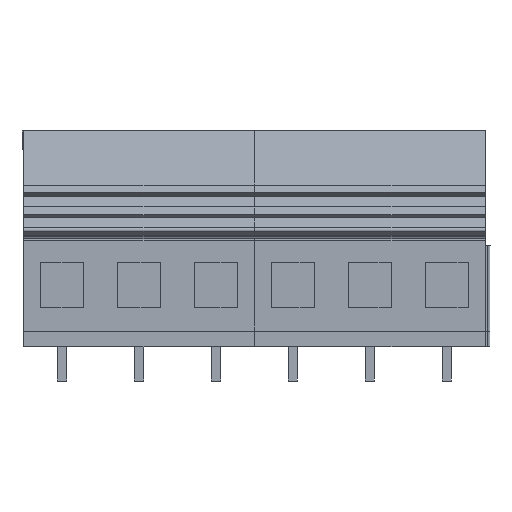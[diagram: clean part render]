
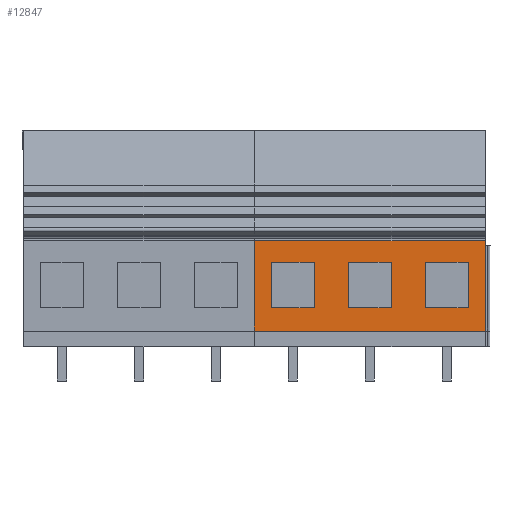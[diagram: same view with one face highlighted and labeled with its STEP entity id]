
A CAD part, front view. The second image highlights one B-rep face of the part: STEP entity #12847.
In plain terms, the highlighted planar face has unit normal (0, -1, 0).
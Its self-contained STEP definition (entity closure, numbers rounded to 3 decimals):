
#12732=AXIS2_PLACEMENT_3D('Plane Axis2P3D',#12729,#12730,#12731) ;
#11358=CARTESIAN_POINT('Vertex',(30.68,0.,6.6)) ;
#11361=CARTESIAN_POINT('Line Origine',(30.68,0.,12.55)) ;
#11365=CARTESIAN_POINT('Vertex',(30.68,0.,18.5)) ;
#11820=CARTESIAN_POINT('Vertex',(61.16,0.,18.5)) ;
#11823=CARTESIAN_POINT('Line Origine',(61.16,0.,12.55)) ;
#11827=CARTESIAN_POINT('Vertex',(61.16,0.,6.6)) ;
#12553=CARTESIAN_POINT('Line Origine',(45.92,0.,6.6)) ;
#12729=CARTESIAN_POINT('Axis2P3D Location',(30.68,0.,6.6)) ;
#12734=CARTESIAN_POINT('Line Origine',(45.92,0.,18.5)) ;
#12745=CARTESIAN_POINT('Line Origine',(38.56,0.,12.7)) ;
#12749=CARTESIAN_POINT('Vertex',(38.56,0.,9.7)) ;
#12751=CARTESIAN_POINT('Vertex',(38.56,0.,15.7)) ;
#12754=CARTESIAN_POINT('Line Origine',(35.76,0.,9.7)) ;
#12758=CARTESIAN_POINT('Vertex',(32.96,0.,9.7)) ;
#12761=CARTESIAN_POINT('Line Origine',(32.96,0.,12.7)) ;
#12765=CARTESIAN_POINT('Vertex',(32.96,0.,15.7)) ;
#12768=CARTESIAN_POINT('Line Origine',(35.76,0.,15.7)) ;
#12779=CARTESIAN_POINT('Line Origine',(45.92,0.,15.7)) ;
#12783=CARTESIAN_POINT('Vertex',(48.72,0.,15.7)) ;
#12785=CARTESIAN_POINT('Vertex',(43.12,0.,15.7)) ;
#12788=CARTESIAN_POINT('Line Origine',(48.72,0.,12.7)) ;
#12792=CARTESIAN_POINT('Vertex',(48.72,0.,9.7)) ;
#12795=CARTESIAN_POINT('Line Origine',(45.92,0.,9.7)) ;
#12799=CARTESIAN_POINT('Vertex',(43.12,0.,9.7)) ;
#12802=CARTESIAN_POINT('Line Origine',(43.12,0.,12.7)) ;
#12813=CARTESIAN_POINT('Line Origine',(56.08,0.,15.7)) ;
#12817=CARTESIAN_POINT('Vertex',(58.88,0.,15.7)) ;
#12819=CARTESIAN_POINT('Vertex',(53.28,0.,15.7)) ;
#12822=CARTESIAN_POINT('Line Origine',(58.88,0.,12.7)) ;
#12826=CARTESIAN_POINT('Vertex',(58.88,0.,9.7)) ;
#12829=CARTESIAN_POINT('Line Origine',(56.08,0.,9.7)) ;
#12833=CARTESIAN_POINT('Vertex',(53.28,0.,9.7)) ;
#12836=CARTESIAN_POINT('Line Origine',(53.28,0.,12.7)) ;
#11362=DIRECTION('Vector Direction',(0.,0.,1.)) ;
#11824=DIRECTION('Vector Direction',(0.,0.,1.)) ;
#12554=DIRECTION('Vector Direction',(1.,0.,0.)) ;
#12730=DIRECTION('Axis2P3D Direction',(0.,1.,0.)) ;
#12731=DIRECTION('Axis2P3D XDirection',(0.,0.,1.)) ;
#12735=DIRECTION('Vector Direction',(1.,0.,0.)) ;
#12746=DIRECTION('Vector Direction',(0.,0.,-1.)) ;
#12755=DIRECTION('Vector Direction',(-1.,0.,0.)) ;
#12762=DIRECTION('Vector Direction',(0.,0.,-1.)) ;
#12769=DIRECTION('Vector Direction',(-1.,0.,0.)) ;
#12780=DIRECTION('Vector Direction',(-1.,0.,0.)) ;
#12789=DIRECTION('Vector Direction',(0.,0.,-1.)) ;
#12796=DIRECTION('Vector Direction',(-1.,0.,0.)) ;
#12803=DIRECTION('Vector Direction',(0.,0.,-1.)) ;
#12814=DIRECTION('Vector Direction',(-1.,0.,0.)) ;
#12823=DIRECTION('Vector Direction',(0.,0.,-1.)) ;
#12830=DIRECTION('Vector Direction',(-1.,0.,0.)) ;
#12837=DIRECTION('Vector Direction',(0.,0.,-1.)) ;
#11363=VECTOR('Line Direction',#11362,1.) ;
#11825=VECTOR('Line Direction',#11824,1.) ;
#12555=VECTOR('Line Direction',#12554,1.) ;
#12736=VECTOR('Line Direction',#12735,1.) ;
#12747=VECTOR('Line Direction',#12746,1.) ;
#12756=VECTOR('Line Direction',#12755,1.) ;
#12763=VECTOR('Line Direction',#12762,1.) ;
#12770=VECTOR('Line Direction',#12769,1.) ;
#12781=VECTOR('Line Direction',#12780,1.) ;
#12790=VECTOR('Line Direction',#12789,1.) ;
#12797=VECTOR('Line Direction',#12796,1.) ;
#12804=VECTOR('Line Direction',#12803,1.) ;
#12815=VECTOR('Line Direction',#12814,1.) ;
#12824=VECTOR('Line Direction',#12823,1.) ;
#12831=VECTOR('Line Direction',#12830,1.) ;
#12838=VECTOR('Line Direction',#12837,1.) ;
#12740=ORIENTED_EDGE('',*,*,#11829,.T.) ;
#12741=ORIENTED_EDGE('',*,*,#12738,.F.) ;
#12742=ORIENTED_EDGE('',*,*,#11367,.F.) ;
#12743=ORIENTED_EDGE('',*,*,#12557,.T.) ;
#12774=ORIENTED_EDGE('',*,*,#12753,.F.) ;
#12775=ORIENTED_EDGE('',*,*,#12760,.F.) ;
#12776=ORIENTED_EDGE('',*,*,#12767,.F.) ;
#12777=ORIENTED_EDGE('',*,*,#12772,.F.) ;
#12808=ORIENTED_EDGE('',*,*,#12787,.F.) ;
#12809=ORIENTED_EDGE('',*,*,#12794,.F.) ;
#12810=ORIENTED_EDGE('',*,*,#12801,.F.) ;
#12811=ORIENTED_EDGE('',*,*,#12806,.F.) ;
#12842=ORIENTED_EDGE('',*,*,#12821,.F.) ;
#12843=ORIENTED_EDGE('',*,*,#12828,.F.) ;
#12844=ORIENTED_EDGE('',*,*,#12835,.F.) ;
#12845=ORIENTED_EDGE('',*,*,#12840,.F.) ;
#12778=FACE_BOUND('',#12773,.T.) ;
#12812=FACE_BOUND('',#12807,.T.) ;
#12846=FACE_BOUND('',#12841,.T.) ;
#12847=ADVANCED_FACE('6 pole',(#12744,#12778,#12812,#12846),#12733,.F.) ;
#11367=EDGE_CURVE('',#11359,#11366,#11364,.T.) ;
#11829=EDGE_CURVE('',#11828,#11821,#11826,.T.) ;
#12557=EDGE_CURVE('',#11359,#11828,#12556,.T.) ;
#12738=EDGE_CURVE('',#11366,#11821,#12737,.T.) ;
#12753=EDGE_CURVE('',#12750,#12752,#12748,.F.) ;
#12760=EDGE_CURVE('',#12759,#12750,#12757,.F.) ;
#12767=EDGE_CURVE('',#12766,#12759,#12764,.T.) ;
#12772=EDGE_CURVE('',#12752,#12766,#12771,.T.) ;
#12787=EDGE_CURVE('',#12784,#12786,#12782,.T.) ;
#12794=EDGE_CURVE('',#12793,#12784,#12791,.F.) ;
#12801=EDGE_CURVE('',#12800,#12793,#12798,.F.) ;
#12806=EDGE_CURVE('',#12786,#12800,#12805,.T.) ;
#12821=EDGE_CURVE('',#12818,#12820,#12816,.T.) ;
#12828=EDGE_CURVE('',#12827,#12818,#12825,.F.) ;
#12835=EDGE_CURVE('',#12834,#12827,#12832,.F.) ;
#12840=EDGE_CURVE('',#12820,#12834,#12839,.T.) ;
#12739=EDGE_LOOP('',(#12740,#12741,#12742,#12743)) ;
#12773=EDGE_LOOP('',(#12774,#12775,#12776,#12777)) ;
#12807=EDGE_LOOP('',(#12808,#12809,#12810,#12811)) ;
#12841=EDGE_LOOP('',(#12842,#12843,#12844,#12845)) ;
#12744=FACE_OUTER_BOUND('',#12739,.T.) ;
#11364=LINE('Line',#11361,#11363) ;
#11826=LINE('Line',#11823,#11825) ;
#12556=LINE('Line',#12553,#12555) ;
#12737=LINE('Line',#12734,#12736) ;
#12748=LINE('Line',#12745,#12747) ;
#12757=LINE('Line',#12754,#12756) ;
#12764=LINE('Line',#12761,#12763) ;
#12771=LINE('Line',#12768,#12770) ;
#12782=LINE('Line',#12779,#12781) ;
#12791=LINE('Line',#12788,#12790) ;
#12798=LINE('Line',#12795,#12797) ;
#12805=LINE('Line',#12802,#12804) ;
#12816=LINE('Line',#12813,#12815) ;
#12825=LINE('Line',#12822,#12824) ;
#12832=LINE('Line',#12829,#12831) ;
#12839=LINE('Line',#12836,#12838) ;
#12733=PLANE('',#12732) ;
#11359=VERTEX_POINT('',#11358) ;
#11366=VERTEX_POINT('',#11365) ;
#11821=VERTEX_POINT('',#11820) ;
#11828=VERTEX_POINT('',#11827) ;
#12750=VERTEX_POINT('',#12749) ;
#12752=VERTEX_POINT('',#12751) ;
#12759=VERTEX_POINT('',#12758) ;
#12766=VERTEX_POINT('',#12765) ;
#12784=VERTEX_POINT('',#12783) ;
#12786=VERTEX_POINT('',#12785) ;
#12793=VERTEX_POINT('',#12792) ;
#12800=VERTEX_POINT('',#12799) ;
#12818=VERTEX_POINT('',#12817) ;
#12820=VERTEX_POINT('',#12819) ;
#12827=VERTEX_POINT('',#12826) ;
#12834=VERTEX_POINT('',#12833) ;
